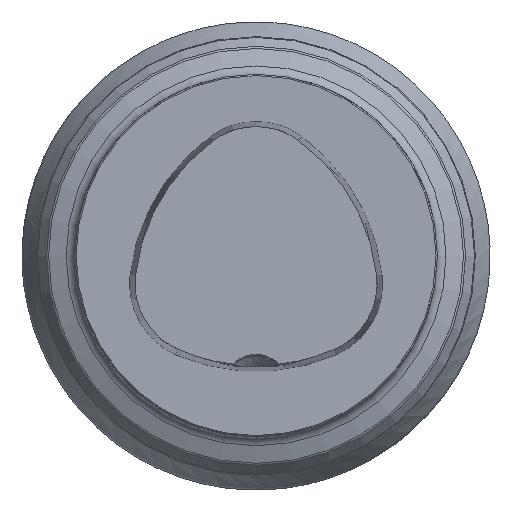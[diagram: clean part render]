
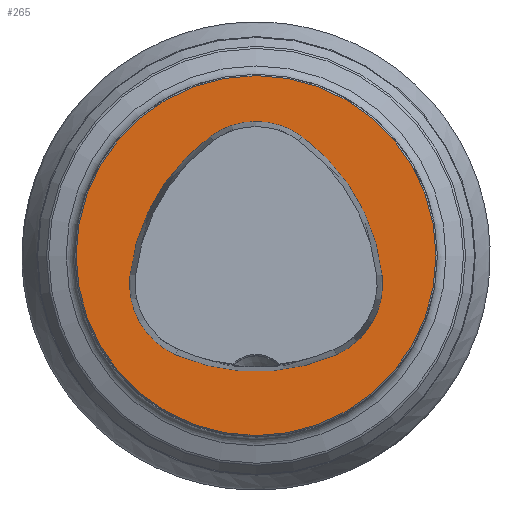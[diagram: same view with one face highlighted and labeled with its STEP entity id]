
A CAD part, top view. The second image highlights one B-rep face of the part: STEP entity #265.
In plain terms, the highlighted planar face has unit normal (0, 0, 1).
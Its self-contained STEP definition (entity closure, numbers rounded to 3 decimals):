
#134=PLANE('',#1014);
#265=ADVANCED_FACE('',(#360,#361),#134,.T.);
#360=FACE_BOUND('',#404,.T.);
#361=FACE_BOUND('',#405,.T.);
#404=EDGE_LOOP('',(#519));
#405=EDGE_LOOP('',(#520,#521,#522,#523,#524,#525));
#519=ORIENTED_EDGE('',*,*,#756,.T.);
#520=ORIENTED_EDGE('',*,*,#757,.F.);
#521=ORIENTED_EDGE('',*,*,#758,.F.);
#522=ORIENTED_EDGE('',*,*,#759,.F.);
#523=ORIENTED_EDGE('',*,*,#760,.F.);
#524=ORIENTED_EDGE('',*,*,#754,.F.);
#525=ORIENTED_EDGE('',*,*,#761,.F.);
#683=VERTEX_POINT('',#1751);
#684=VERTEX_POINT('',#1753);
#685=VERTEX_POINT('',#1757);
#686=VERTEX_POINT('',#1759);
#687=VERTEX_POINT('',#1760);
#688=VERTEX_POINT('',#1762);
#689=VERTEX_POINT('',#1764);
#754=EDGE_CURVE('',#683,#684,#809,.T.);
#756=EDGE_CURVE('',#685,#685,#810,.T.);
#757=EDGE_CURVE('',#686,#687,#811,.T.);
#758=EDGE_CURVE('',#688,#686,#812,.T.);
#759=EDGE_CURVE('',#689,#688,#813,.T.);
#760=EDGE_CURVE('',#684,#689,#814,.T.);
#761=EDGE_CURVE('',#687,#683,#815,.T.);
#809=CIRCLE('',#1006,44.075);
#810=CIRCLE('',#1008,39.7);
#811=CIRCLE('',#1009,44.075);
#812=CIRCLE('',#1010,17.075);
#813=CIRCLE('',#1011,44.075);
#814=CIRCLE('',#1012,17.075);
#815=CIRCLE('',#1013,17.075);
#1006=AXIS2_PLACEMENT_3D('',#1752,#1185,#1186);
#1008=AXIS2_PLACEMENT_3D('',#1756,#1190,#1191);
#1009=AXIS2_PLACEMENT_3D('',#1758,#1192,#1193);
#1010=AXIS2_PLACEMENT_3D('',#1761,#1194,#1195);
#1011=AXIS2_PLACEMENT_3D('',#1763,#1196,#1197);
#1012=AXIS2_PLACEMENT_3D('',#1765,#1198,#1199);
#1013=AXIS2_PLACEMENT_3D('',#1766,#1200,#1201);
#1014=AXIS2_PLACEMENT_3D('',#1767,#1202,#1203);
#1185=DIRECTION('',(0.,0.,1.));
#1186=DIRECTION('',(1.,0.,0.));
#1190=DIRECTION('',(0.,0.,1.));
#1191=DIRECTION('',(1.,0.,0.));
#1192=DIRECTION('',(0.,0.,1.));
#1193=DIRECTION('',(1.,0.,0.));
#1194=DIRECTION('',(0.,0.,1.));
#1195=DIRECTION('',(1.,0.,0.));
#1196=DIRECTION('',(0.,0.,1.));
#1197=DIRECTION('',(1.,0.,0.));
#1198=DIRECTION('',(0.,0.,1.));
#1199=DIRECTION('',(1.,0.,0.));
#1200=DIRECTION('',(0.,0.,1.));
#1201=DIRECTION('',(1.,0.,0.));
#1202=DIRECTION('',(0.,0.,1.));
#1203=DIRECTION('',(1.,0.,0.));
#1751=CARTESIAN_POINT('',(-17.691,-21.869,0.));
#1752=CARTESIAN_POINT('',(0.,18.5,0.));
#1753=CARTESIAN_POINT('',(17.691,-21.869,0.));
#1756=CARTESIAN_POINT('',(0.,0.,0.));
#1757=CARTESIAN_POINT('',(39.7,0.,0.));
#1758=CARTESIAN_POINT('',(15.993,-9.254,0.));
#1759=CARTESIAN_POINT('',(-10.114,26.257,0.));
#1760=CARTESIAN_POINT('',(-27.805,-4.317,0.));
#1761=CARTESIAN_POINT('',(0.,12.5,0.));
#1762=CARTESIAN_POINT('',(10.114,26.257,0.));
#1763=CARTESIAN_POINT('',(-15.993,-9.254,0.));
#1764=CARTESIAN_POINT('',(27.805,-4.317,0.));
#1765=CARTESIAN_POINT('',(10.837,-6.23,0.));
#1766=CARTESIAN_POINT('',(-10.837,-6.23,0.));
#1767=CARTESIAN_POINT('',(0.,0.,0.));
